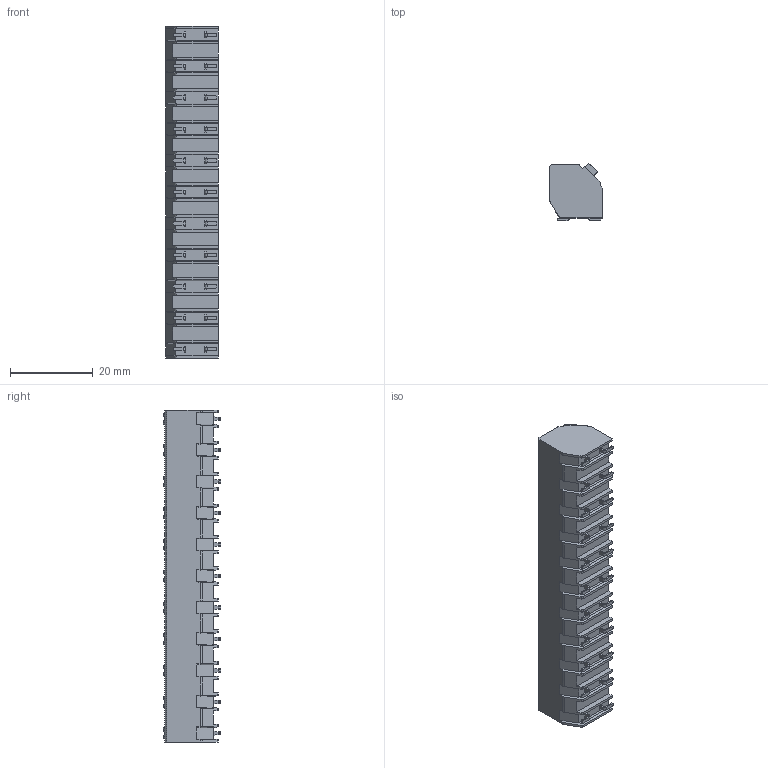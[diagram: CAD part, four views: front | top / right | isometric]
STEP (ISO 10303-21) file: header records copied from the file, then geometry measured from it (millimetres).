
FILE_DESCRIPTION((''),'2;1');
FILE_NAME('TLM-004AS-7_62-XXP-X','2024-09-29T',('sj'),(''),'PRO/ENGINEER BY PARAMETRIC TECHNOLOGY CORPORATION, 2015240','PRO/ENGINEER BY PARAMETRIC TECHNOLOGY CORPORATION, 2015240','');
FILE_SCHEMA(('CONFIG_CONTROL_DESIGN','SHAPE_APPEARANCE_LAYERS_GROUPS'));
Length unit declared in the file: millimetre
Products named in the file (1): TLM-004AS-7_62-XXP-X
Bounding box: 12.7 x 13.82 x 80.4 mm (x, y, z)
Volume: 10500.7 mm3; surface area: 5783.5 mm2
Topology: 1 solids, 1 shells, 1026 faces, 2909 edges, 1918 vertices
Faces by surface type: plane 826, cylinder 189, cone 11
Entity records: 33104 total; most frequent: CARTESIAN_POINT 6301, ORIENTED_EDGE 5818, DIRECTION 5218, EDGE_CURVE 2909, VECTOR 2388, LINE 2388, VERTEX_POINT 1918, AXIS2_PLACEMENT_3D 1415
